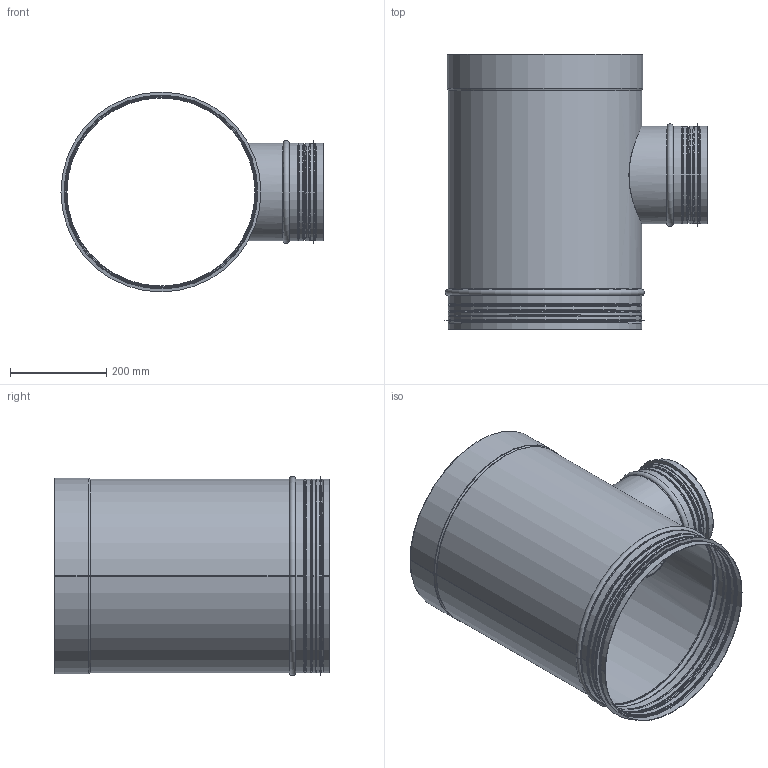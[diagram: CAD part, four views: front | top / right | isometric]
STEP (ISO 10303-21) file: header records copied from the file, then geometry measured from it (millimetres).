
FILE_DESCRIPTION(/* description */ ('Rörämne gren'),/* implementation_level */ '2;1');
FILE_NAME(/* name */ 'HTKH-28.stp',/* time_stamp */ '2016-04-28T16:21:41+02:00',/* author */ ('John'),/* organization */ (''),/* preprocessor_version */ 'ST-DEVELOPER v15.6',/* originating_system */ 'Autodesk Inventor 2015',/* authorisation */ '');
FILE_SCHEMA (('AUTOMOTIVE_DESIGN { 1 0 10303 214 3 1 1 }'));
Length unit declared in the file: millimetre
Products named in the file (7): HTKH-AA-28; HTKH-AB-28; HIK-AA-4; HIK-AA-7; HIK-AB-4; HIK-AB-7; HTKH-28
Assembly tree (6 placements, depth 2):
  HTKH-28
    HTKH-AA-28
    HTKH-AB-28
    HIK-AA-4
    HIK-AA-7
    HIK-AB-4
    HIK-AB-7
Bounding box: 543.3 x 570 x 414.6 mm (x, y, z)
Volume: 895561.5 mm3; surface area: 1738003.6 mm2
Topology: 6 solids, 6 shells, 229 faces, 455 edges, 238 vertices
Faces by surface type: plane 103, torus 60, cylinder 39, cone 22, bspline 5
Full cylindrical faces by diameter (mm): 197 x2, 200.6 x2, 201.6 x1, 214.6 x1, 397 x2, 400.6 x2, 401.6 x1, 414.6 x1
Entity records: 6872 total; most frequent: CARTESIAN_POINT 1803, DIRECTION 1113, ORIENTED_EDGE 854, AXIS2_PLACEMENT_3D 463, EDGE_CURVE 427, EDGE_LOOP 267, VERTEX_POINT 238, STYLED_ITEM 235
